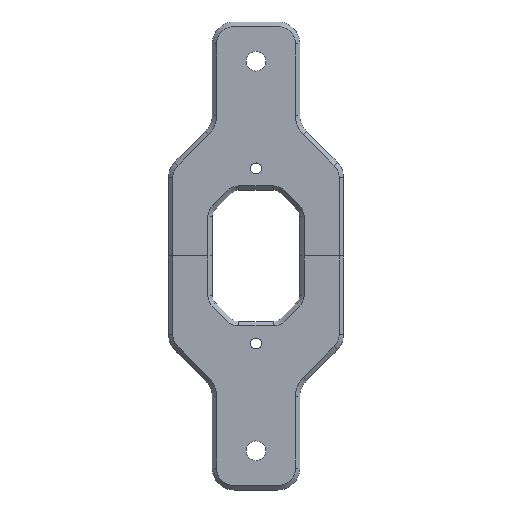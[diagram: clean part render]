
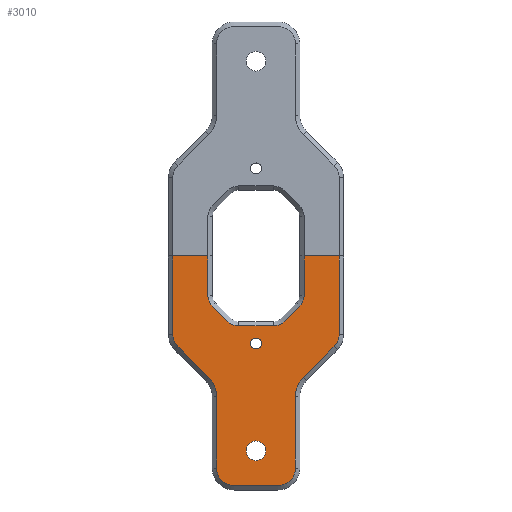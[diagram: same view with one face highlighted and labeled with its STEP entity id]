
A CAD part, top view. The second image highlights one B-rep face of the part: STEP entity #3010.
In plain terms, the highlighted planar face has unit normal (0, 0, 1).
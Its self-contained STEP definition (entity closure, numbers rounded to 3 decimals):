
#2314 = EDGE_CURVE('',#2315,#2317,#2319,.T.);
#2315 = VERTEX_POINT('',#2316);
#2316 = CARTESIAN_POINT('',(11.,0.,5.));
#2317 = VERTEX_POINT('',#2318);
#2318 = CARTESIAN_POINT('',(19.,0.,5.));
#2319 = LINE('',#2320,#2321);
#2320 = CARTESIAN_POINT('',(0.,0.,5.));
#2321 = VECTOR('',#2322,1.);
#2322 = DIRECTION('',(1.,0.,0.));
#2835 = VERTEX_POINT('',#2836);
#2836 = CARTESIAN_POINT('',(-19.,0.,5.));
#2842 = EDGE_CURVE('',#2835,#2843,#2845,.T.);
#2843 = VERTEX_POINT('',#2844);
#2844 = CARTESIAN_POINT('',(-11.,0.,5.));
#2845 = LINE('',#2846,#2847);
#2846 = CARTESIAN_POINT('',(-20.,0.,5.));
#2847 = VECTOR('',#2848,1.);
#2848 = DIRECTION('',(1.,0.,0.));
#2965 = VERTEX_POINT('',#2966);
#2966 = CARTESIAN_POINT('',(1.25,-20.,5.));
#2972 = EDGE_CURVE('',#2965,#2965,#2973,.T.);
#2973 = CIRCLE('',#2974,1.25);
#2974 = AXIS2_PLACEMENT_3D('',#2975,#2976,#2977);
#2975 = CARTESIAN_POINT('',(0.,-20.,5.));
#2976 = DIRECTION('',(0.,0.,-1.));
#2977 = DIRECTION('',(1.,0.,0.));
#2990 = VERTEX_POINT('',#2991);
#2991 = CARTESIAN_POINT('',(2.25,-44.5,5.));
#2997 = EDGE_CURVE('',#2990,#2990,#2998,.T.);
#2998 = CIRCLE('',#2999,2.25);
#2999 = AXIS2_PLACEMENT_3D('',#3000,#3001,#3002);
#3000 = CARTESIAN_POINT('',(0.,-44.5,5.));
#3001 = DIRECTION('',(0.,0.,-1.));
#3002 = DIRECTION('',(1.,0.,0.));
#3010 = ADVANCED_FACE('',(#3011,#3197,#3200),#3203,.T.);
#3011 = FACE_BOUND('',#3012,.F.);
#3012 = EDGE_LOOP('',(#3013,#3014,#3022,#3031,#3039,#3048,#3056,#3065,
    #3073,#3082,#3090,#3099,#3107,#3116,#3122,#3123,#3131,#3140,#3148,
    #3157,#3165,#3174,#3182,#3191));
#3013 = ORIENTED_EDGE('',*,*,#2314,.T.);
#3014 = ORIENTED_EDGE('',*,*,#3015,.T.);
#3015 = EDGE_CURVE('',#2317,#3016,#3018,.T.);
#3016 = VERTEX_POINT('',#3017);
#3017 = CARTESIAN_POINT('',(19.,-17.929,5.));
#3018 = LINE('',#3019,#3020);
#3019 = CARTESIAN_POINT('',(19.,0.,5.));
#3020 = VECTOR('',#3021,1.);
#3021 = DIRECTION('',(-0.,-1.,-0.));
#3022 = ORIENTED_EDGE('',*,*,#3023,.T.);
#3023 = EDGE_CURVE('',#3016,#3024,#3026,.T.);
#3024 = VERTEX_POINT('',#3025);
#3025 = CARTESIAN_POINT('',(17.828,-20.757,5.));
#3026 = CIRCLE('',#3027,4.);
#3027 = AXIS2_PLACEMENT_3D('',#3028,#3029,#3030);
#3028 = CARTESIAN_POINT('',(15.,-17.929,5.));
#3029 = DIRECTION('',(0.,0.,-1.));
#3030 = DIRECTION('',(1.,0.,0.));
#3031 = ORIENTED_EDGE('',*,*,#3032,.T.);
#3032 = EDGE_CURVE('',#3024,#3033,#3035,.T.);
#3033 = VERTEX_POINT('',#3034);
#3034 = CARTESIAN_POINT('',(10.757,-27.828,5.));
#3035 = LINE('',#3036,#3037);
#3036 = CARTESIAN_POINT('',(17.828,-20.757,5.));
#3037 = VECTOR('',#3038,1.);
#3038 = DIRECTION('',(-0.707,-0.707,-0.));
#3039 = ORIENTED_EDGE('',*,*,#3040,.T.);
#3040 = EDGE_CURVE('',#3033,#3041,#3043,.T.);
#3041 = VERTEX_POINT('',#3042);
#3042 = CARTESIAN_POINT('',(9.,-32.071,5.));
#3043 = CIRCLE('',#3044,6.);
#3044 = AXIS2_PLACEMENT_3D('',#3045,#3046,#3047);
#3045 = CARTESIAN_POINT('',(15.,-32.071,5.));
#3046 = DIRECTION('',(0.,0.,1.));
#3047 = DIRECTION('',(-0.707,0.707,0.));
#3048 = ORIENTED_EDGE('',*,*,#3049,.T.);
#3049 = EDGE_CURVE('',#3041,#3050,#3052,.T.);
#3050 = VERTEX_POINT('',#3051);
#3051 = CARTESIAN_POINT('',(9.,-48.472,5.));
#3052 = LINE('',#3053,#3054);
#3053 = CARTESIAN_POINT('',(9.,-32.071,5.));
#3054 = VECTOR('',#3055,1.);
#3055 = DIRECTION('',(-0.,-1.,-0.));
#3056 = ORIENTED_EDGE('',*,*,#3057,.T.);
#3057 = EDGE_CURVE('',#3050,#3058,#3060,.T.);
#3058 = VERTEX_POINT('',#3059);
#3059 = CARTESIAN_POINT('',(5.,-52.472,5.));
#3060 = CIRCLE('',#3061,4.);
#3061 = AXIS2_PLACEMENT_3D('',#3062,#3063,#3064);
#3062 = CARTESIAN_POINT('',(5.,-48.472,5.));
#3063 = DIRECTION('',(0.,0.,-1.));
#3064 = DIRECTION('',(1.,0.,0.));
#3065 = ORIENTED_EDGE('',*,*,#3066,.T.);
#3066 = EDGE_CURVE('',#3058,#3067,#3069,.T.);
#3067 = VERTEX_POINT('',#3068);
#3068 = CARTESIAN_POINT('',(-5.,-52.472,5.));
#3069 = LINE('',#3070,#3071);
#3070 = CARTESIAN_POINT('',(5.,-52.472,5.));
#3071 = VECTOR('',#3072,1.);
#3072 = DIRECTION('',(-1.,-0.,-0.));
#3073 = ORIENTED_EDGE('',*,*,#3074,.T.);
#3074 = EDGE_CURVE('',#3067,#3075,#3077,.T.);
#3075 = VERTEX_POINT('',#3076);
#3076 = CARTESIAN_POINT('',(-9.,-48.472,5.));
#3077 = CIRCLE('',#3078,4.);
#3078 = AXIS2_PLACEMENT_3D('',#3079,#3080,#3081);
#3079 = CARTESIAN_POINT('',(-5.,-48.472,5.));
#3080 = DIRECTION('',(0.,0.,-1.));
#3081 = DIRECTION('',(0.,-1.,0.));
#3082 = ORIENTED_EDGE('',*,*,#3083,.T.);
#3083 = EDGE_CURVE('',#3075,#3084,#3086,.T.);
#3084 = VERTEX_POINT('',#3085);
#3085 = CARTESIAN_POINT('',(-9.,-32.071,5.));
#3086 = LINE('',#3087,#3088);
#3087 = CARTESIAN_POINT('',(-9.,-48.472,5.));
#3088 = VECTOR('',#3089,1.);
#3089 = DIRECTION('',(0.,1.,0.));
#3090 = ORIENTED_EDGE('',*,*,#3091,.T.);
#3091 = EDGE_CURVE('',#3084,#3092,#3094,.T.);
#3092 = VERTEX_POINT('',#3093);
#3093 = CARTESIAN_POINT('',(-10.757,-27.828,5.));
#3094 = CIRCLE('',#3095,6.);
#3095 = AXIS2_PLACEMENT_3D('',#3096,#3097,#3098);
#3096 = CARTESIAN_POINT('',(-15.,-32.071,5.));
#3097 = DIRECTION('',(0.,0.,1.));
#3098 = DIRECTION('',(1.,0.,0.));
#3099 = ORIENTED_EDGE('',*,*,#3100,.T.);
#3100 = EDGE_CURVE('',#3092,#3101,#3103,.T.);
#3101 = VERTEX_POINT('',#3102);
#3102 = CARTESIAN_POINT('',(-17.828,-20.757,5.));
#3103 = LINE('',#3104,#3105);
#3104 = CARTESIAN_POINT('',(-10.757,-27.828,5.));
#3105 = VECTOR('',#3106,1.);
#3106 = DIRECTION('',(-0.707,0.707,0.));
#3107 = ORIENTED_EDGE('',*,*,#3108,.T.);
#3108 = EDGE_CURVE('',#3101,#3109,#3111,.T.);
#3109 = VERTEX_POINT('',#3110);
#3110 = CARTESIAN_POINT('',(-19.,-17.929,5.));
#3111 = CIRCLE('',#3112,4.);
#3112 = AXIS2_PLACEMENT_3D('',#3113,#3114,#3115);
#3113 = CARTESIAN_POINT('',(-15.,-17.929,5.));
#3114 = DIRECTION('',(0.,0.,-1.));
#3115 = DIRECTION('',(-0.707,-0.707,-0.));
#3116 = ORIENTED_EDGE('',*,*,#3117,.T.);
#3117 = EDGE_CURVE('',#3109,#2835,#3118,.T.);
#3118 = LINE('',#3119,#3120);
#3119 = CARTESIAN_POINT('',(-19.,-17.929,5.));
#3120 = VECTOR('',#3121,1.);
#3121 = DIRECTION('',(0.,1.,0.));
#3122 = ORIENTED_EDGE('',*,*,#2842,.T.);
#3123 = ORIENTED_EDGE('',*,*,#3124,.T.);
#3124 = EDGE_CURVE('',#2843,#3125,#3127,.T.);
#3125 = VERTEX_POINT('',#3126);
#3126 = CARTESIAN_POINT('',(-11.,-8.964,5.));
#3127 = LINE('',#3128,#3129);
#3128 = CARTESIAN_POINT('',(-11.,0.,5.));
#3129 = VECTOR('',#3130,1.);
#3130 = DIRECTION('',(-0.,-1.,-0.));
#3131 = ORIENTED_EDGE('',*,*,#3132,.T.);
#3132 = EDGE_CURVE('',#3125,#3133,#3135,.T.);
#3133 = VERTEX_POINT('',#3134);
#3134 = CARTESIAN_POINT('',(-9.975,-11.439,5.));
#3135 = CIRCLE('',#3136,3.5);
#3136 = AXIS2_PLACEMENT_3D('',#3137,#3138,#3139);
#3137 = CARTESIAN_POINT('',(-7.5,-8.964,5.));
#3138 = DIRECTION('',(0.,0.,1.));
#3139 = DIRECTION('',(-1.,0.,0.));
#3140 = ORIENTED_EDGE('',*,*,#3141,.T.);
#3141 = EDGE_CURVE('',#3133,#3142,#3144,.T.);
#3142 = VERTEX_POINT('',#3143);
#3143 = CARTESIAN_POINT('',(-6.439,-14.975,5.));
#3144 = LINE('',#3145,#3146);
#3145 = CARTESIAN_POINT('',(-9.975,-11.439,5.));
#3146 = VECTOR('',#3147,1.);
#3147 = DIRECTION('',(0.707,-0.707,-0.));
#3148 = ORIENTED_EDGE('',*,*,#3149,.T.);
#3149 = EDGE_CURVE('',#3142,#3150,#3152,.T.);
#3150 = VERTEX_POINT('',#3151);
#3151 = CARTESIAN_POINT('',(-3.964,-16.,5.));
#3152 = CIRCLE('',#3153,3.5);
#3153 = AXIS2_PLACEMENT_3D('',#3154,#3155,#3156);
#3154 = CARTESIAN_POINT('',(-3.964,-12.5,5.));
#3155 = DIRECTION('',(0.,0.,1.));
#3156 = DIRECTION('',(-0.707,-0.707,0.));
#3157 = ORIENTED_EDGE('',*,*,#3158,.T.);
#3158 = EDGE_CURVE('',#3150,#3159,#3161,.T.);
#3159 = VERTEX_POINT('',#3160);
#3160 = CARTESIAN_POINT('',(3.964,-16.,5.));
#3161 = LINE('',#3162,#3163);
#3162 = CARTESIAN_POINT('',(-3.964,-16.,5.));
#3163 = VECTOR('',#3164,1.);
#3164 = DIRECTION('',(1.,-0.,-0.));
#3165 = ORIENTED_EDGE('',*,*,#3166,.T.);
#3166 = EDGE_CURVE('',#3159,#3167,#3169,.T.);
#3167 = VERTEX_POINT('',#3168);
#3168 = CARTESIAN_POINT('',(6.439,-14.975,5.));
#3169 = CIRCLE('',#3170,3.5);
#3170 = AXIS2_PLACEMENT_3D('',#3171,#3172,#3173);
#3171 = CARTESIAN_POINT('',(3.964,-12.5,5.));
#3172 = DIRECTION('',(0.,0.,1.));
#3173 = DIRECTION('',(0.,-1.,0.));
#3174 = ORIENTED_EDGE('',*,*,#3175,.T.);
#3175 = EDGE_CURVE('',#3167,#3176,#3178,.T.);
#3176 = VERTEX_POINT('',#3177);
#3177 = CARTESIAN_POINT('',(9.975,-11.439,5.));
#3178 = LINE('',#3179,#3180);
#3179 = CARTESIAN_POINT('',(6.439,-14.975,5.));
#3180 = VECTOR('',#3181,1.);
#3181 = DIRECTION('',(0.707,0.707,-0.));
#3182 = ORIENTED_EDGE('',*,*,#3183,.T.);
#3183 = EDGE_CURVE('',#3176,#3184,#3186,.T.);
#3184 = VERTEX_POINT('',#3185);
#3185 = CARTESIAN_POINT('',(11.,-8.964,5.));
#3186 = CIRCLE('',#3187,3.5);
#3187 = AXIS2_PLACEMENT_3D('',#3188,#3189,#3190);
#3188 = CARTESIAN_POINT('',(7.5,-8.964,5.));
#3189 = DIRECTION('',(0.,0.,1.));
#3190 = DIRECTION('',(0.707,-0.707,0.));
#3191 = ORIENTED_EDGE('',*,*,#3192,.T.);
#3192 = EDGE_CURVE('',#3184,#2315,#3193,.T.);
#3193 = LINE('',#3194,#3195);
#3194 = CARTESIAN_POINT('',(11.,-8.964,5.));
#3195 = VECTOR('',#3196,1.);
#3196 = DIRECTION('',(-0.,1.,-0.));
#3197 = FACE_BOUND('',#3198,.F.);
#3198 = EDGE_LOOP('',(#3199));
#3199 = ORIENTED_EDGE('',*,*,#2972,.F.);
#3200 = FACE_BOUND('',#3201,.F.);
#3201 = EDGE_LOOP('',(#3202));
#3202 = ORIENTED_EDGE('',*,*,#2997,.F.);
#3203 = PLANE('',#3204);
#3204 = AXIS2_PLACEMENT_3D('',#3205,#3206,#3207);
#3205 = CARTESIAN_POINT('',(0.,-23.602,5.));
#3206 = DIRECTION('',(0.,0.,1.));
#3207 = DIRECTION('',(-1.,0.,0.));
